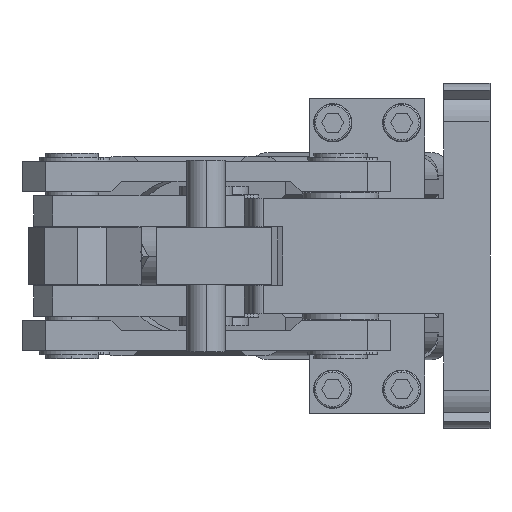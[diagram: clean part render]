
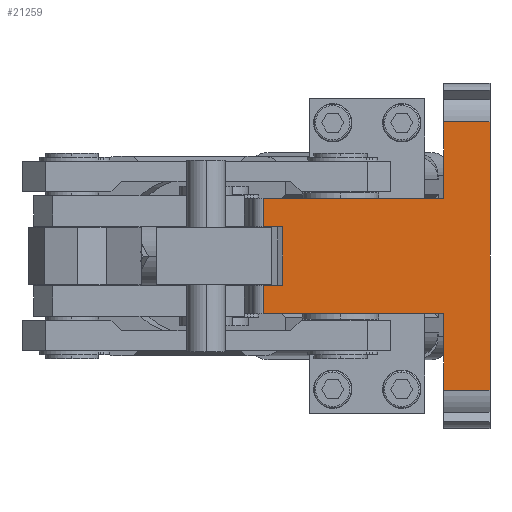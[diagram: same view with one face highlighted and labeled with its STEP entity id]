
A CAD part, left-side view. The second image highlights one B-rep face of the part: STEP entity #21259.
In plain terms, the highlighted planar face has unit normal (-1, 0, 0).
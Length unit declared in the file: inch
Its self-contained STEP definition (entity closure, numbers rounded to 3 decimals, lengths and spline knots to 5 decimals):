
#10492=DIRECTION('',(0.,1.,0.));
#10493=VECTOR('',#10492,1.85039);
#10494=CARTESIAN_POINT('',(0.,0.47244,-0.59055));
#10495=LINE('',#10494,#10493);
#13572=DIRECTION('',(0.,1.,0.));
#13573=VECTOR('',#13572,0.47244);
#13574=CARTESIAN_POINT('',(0.,0.,-1.37795));
#13575=LINE('',#13574,#13573);
#13586=DIRECTION('',(0.,0.,1.));
#13587=VECTOR('',#13586,2.75591);
#13588=CARTESIAN_POINT('',(0.,0.,-1.37795));
#13589=LINE('',#13588,#13587);
#13593=DIRECTION('',(0.,0.,-1.));
#13594=VECTOR('',#13593,0.7874);
#13595=CARTESIAN_POINT('',(0.,0.47244,-0.59055));
#13596=LINE('',#13595,#13594);
#13600=DIRECTION('',(0.,1.,0.));
#13601=VECTOR('',#13600,0.19685);
#13602=CARTESIAN_POINT('',(0.,2.12598,-0.29921));
#13603=LINE('',#13602,#13601);
#13607=DIRECTION('',(0.,0.,-1.));
#13608=VECTOR('',#13607,0.59843);
#13609=CARTESIAN_POINT('',(0.,2.12598,0.29921));
#13610=LINE('',#13609,#13608);
#13614=DIRECTION('',(0.,1.,0.));
#13615=VECTOR('',#13614,1.85039);
#13616=CARTESIAN_POINT('',(0.,0.47244,0.59055));
#13617=LINE('',#13616,#13615);
#13621=DIRECTION('',(0.,0.,-1.));
#13622=VECTOR('',#13621,0.7874);
#13623=CARTESIAN_POINT('',(0.,0.47244,1.37795));
#13624=LINE('',#13623,#13622);
#13628=DIRECTION('',(0.,0.,1.));
#13629=VECTOR('',#13628,0.29134);
#13630=CARTESIAN_POINT('',(0.,2.32283,-0.59055));
#13631=LINE('',#13630,#13629);
#13743=DIRECTION('',(0.,1.,0.));
#13744=VECTOR('',#13743,0.19685);
#13745=CARTESIAN_POINT('',(0.,2.12598,0.29921));
#13746=LINE('',#13745,#13744);
#13823=DIRECTION('',(0.,0.,1.));
#13824=VECTOR('',#13823,0.29134);
#13825=CARTESIAN_POINT('',(0.,2.32283,0.29921));
#13826=LINE('',#13825,#13824);
#14113=DIRECTION('',(0.,-1.,0.));
#14114=VECTOR('',#14113,0.47244);
#14115=CARTESIAN_POINT('',(0.,0.47244,1.37795));
#14116=LINE('',#14115,#14114);
#16459=CARTESIAN_POINT('',(0.,0.,-1.37795));
#16460=CARTESIAN_POINT('',(0.,0.,1.37795));
#16461=VERTEX_POINT('',#16459);
#16462=VERTEX_POINT('',#16460);
#16463=CARTESIAN_POINT('',(0.,0.47244,1.37795));
#16464=VERTEX_POINT('',#16463);
#16465=CARTESIAN_POINT('',(0.,0.47244,0.59055));
#16466=VERTEX_POINT('',#16465);
#16467=CARTESIAN_POINT('',(0.,2.32283,0.59055));
#16468=VERTEX_POINT('',#16467);
#16469=CARTESIAN_POINT('',(0.,2.32283,0.29921));
#16470=VERTEX_POINT('',#16469);
#16471=CARTESIAN_POINT('',(0.,2.12598,0.29921));
#16472=VERTEX_POINT('',#16471);
#16473=CARTESIAN_POINT('',(0.,2.12598,-0.29921));
#16474=VERTEX_POINT('',#16473);
#16475=CARTESIAN_POINT('',(0.,2.32283,-0.29921));
#16476=VERTEX_POINT('',#16475);
#16477=CARTESIAN_POINT('',(0.,2.32283,-0.59055));
#16478=VERTEX_POINT('',#16477);
#16479=CARTESIAN_POINT('',(0.,0.47244,-0.59055));
#16480=VERTEX_POINT('',#16479);
#16481=CARTESIAN_POINT('',(0.,0.47244,-1.37795));
#16482=VERTEX_POINT('',#16481);
#21234=CARTESIAN_POINT('',(0.,2.32283,1.77165));
#21235=DIRECTION('',(1.,0.,0.));
#21236=DIRECTION('',(0.,0.,-1.));
#21237=AXIS2_PLACEMENT_3D('',#21234,#21235,#21236);
#21238=PLANE('',#21237);
#21239=ORIENTED_EDGE('',*,*,#21124,.F.);
#21240=ORIENTED_EDGE('',*,*,#21226,.T.);
#21241=ORIENTED_EDGE('',*,*,#21215,.F.);
#21242=ORIENTED_EDGE('',*,*,#18723,.T.);
#21244=ORIENTED_EDGE('',*,*,#21243,.T.);
#21245=ORIENTED_EDGE('',*,*,#19061,.F.);
#21247=ORIENTED_EDGE('',*,*,#21246,.F.);
#21249=ORIENTED_EDGE('',*,*,#21248,.T.);
#21251=ORIENTED_EDGE('',*,*,#21250,.T.);
#21252=ORIENTED_EDGE('',*,*,#20712,.F.);
#21254=ORIENTED_EDGE('',*,*,#21253,.F.);
#21256=ORIENTED_EDGE('',*,*,#21255,.T.);
#21257=EDGE_LOOP('',(#21239,#21240,#21241,#21242,#21244,#21245,#21247,#21249,
#21251,#21252,#21254,#21256));
#21258=FACE_OUTER_BOUND('',#21257,.F.);
#18723=EDGE_CURVE('',#16480,#16478,#10495,.T.);
#19061=EDGE_CURVE('',#16474,#16476,#13603,.T.);
#20712=EDGE_CURVE('',#16466,#16468,#13617,.T.);
#21124=EDGE_CURVE('',#16461,#16462,#13589,.T.);
#21215=EDGE_CURVE('',#16480,#16482,#13596,.T.);
#21226=EDGE_CURVE('',#16461,#16482,#13575,.T.);
#21243=EDGE_CURVE('',#16478,#16476,#13631,.T.);
#21246=EDGE_CURVE('',#16472,#16474,#13610,.T.);
#21248=EDGE_CURVE('',#16472,#16470,#13746,.T.);
#21250=EDGE_CURVE('',#16470,#16468,#13826,.T.);
#21253=EDGE_CURVE('',#16464,#16466,#13624,.T.);
#21255=EDGE_CURVE('',#16464,#16462,#14116,.T.);
#21259=ADVANCED_FACE('',(#21258),#21238,.F.);
